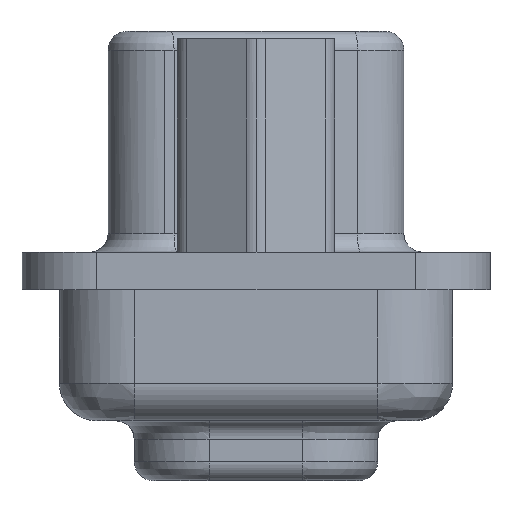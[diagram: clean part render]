
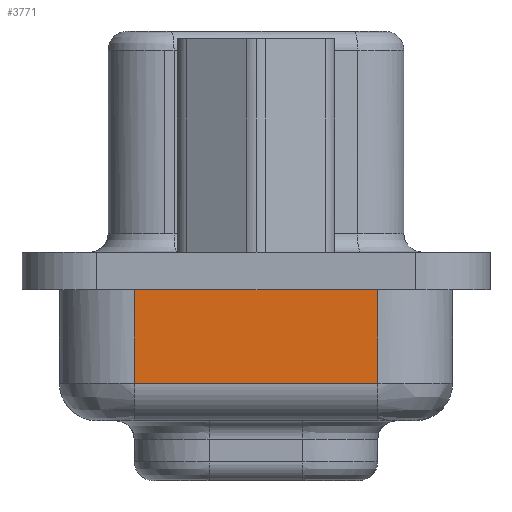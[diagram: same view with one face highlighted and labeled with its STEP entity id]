
A CAD part, left-side view. The second image highlights one B-rep face of the part: STEP entity #3771.
In plain terms, the highlighted free-form (B-spline) face has degree [1, 1] with [2, 2] control points.
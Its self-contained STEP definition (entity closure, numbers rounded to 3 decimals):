
#1187 = VERTEX_POINT('',#1188);
#1188 = CARTESIAN_POINT('',(-10.912,3.733,0.));
#1194 = EDGE_CURVE('',#1195,#1187,#1197,.T.);
#1195 = VERTEX_POINT('',#1196);
#1196 = CARTESIAN_POINT('',(-10.912,-3.733,0.));
#1197 = B_SPLINE_CURVE_WITH_KNOTS('',1,(#1198,#1199),.UNSPECIFIED.,.F.,
  .F.,(2,2),(-6.5,0.),.PIECEWISE_BEZIER_KNOTS.);
#1198 = CARTESIAN_POINT('',(-10.912,-3.733,0.));
#1199 = CARTESIAN_POINT('',(-10.912,3.733,0.));
#3750 = EDGE_CURVE('',#3751,#1195,#3753,.T.);
#3751 = VERTEX_POINT('',#3752);
#3752 = CARTESIAN_POINT('',(-10.912,-3.733,
    -2.871));
#3753 = B_SPLINE_CURVE_WITH_KNOTS('',1,(#3754,#3755),.UNSPECIFIED.,.F.,
  .F.,(2,2),(1.,3.5),.PIECEWISE_BEZIER_KNOTS.);
#3754 = CARTESIAN_POINT('',(-10.912,-3.733,
    -2.871));
#3755 = CARTESIAN_POINT('',(-10.912,-3.733,0.));
#3771 = ADVANCED_FACE('',(#3772),#3788,.F.);
#3772 = FACE_BOUND('',#3773,.T.);
#3773 = EDGE_LOOP('',(#3774,#3781,#3786,#3787));
#3774 = ORIENTED_EDGE('',*,*,#3775,.F.);
#3775 = EDGE_CURVE('',#3776,#1187,#3778,.T.);
#3776 = VERTEX_POINT('',#3777);
#3777 = CARTESIAN_POINT('',(-10.912,3.733,
    -2.871));
#3778 = B_SPLINE_CURVE_WITH_KNOTS('',1,(#3779,#3780),.UNSPECIFIED.,.F.,
  .F.,(2,2),(1.,3.5),.PIECEWISE_BEZIER_KNOTS.);
#3779 = CARTESIAN_POINT('',(-10.912,3.733,
    -2.871));
#3780 = CARTESIAN_POINT('',(-10.912,3.733,0.));
#3781 = ORIENTED_EDGE('',*,*,#3782,.T.);
#3782 = EDGE_CURVE('',#3776,#3751,#3783,.T.);
#3783 = B_SPLINE_CURVE_WITH_KNOTS('',1,(#3784,#3785),.UNSPECIFIED.,.F.,
  .F.,(2,2),(-6.5,0.),.PIECEWISE_BEZIER_KNOTS.);
#3784 = CARTESIAN_POINT('',(-10.912,3.733,
    -2.871));
#3785 = CARTESIAN_POINT('',(-10.912,-3.733,
    -2.871));
#3786 = ORIENTED_EDGE('',*,*,#3750,.T.);
#3787 = ORIENTED_EDGE('',*,*,#1194,.T.);
#3788 = B_SPLINE_SURFACE_WITH_KNOTS('',1,1,(
    (#3789,#3790)
    ,(#3791,#3792
    )),.UNSPECIFIED.,.F.,.F.,.F.,(2,2),(2,2),(-3.5,-1.),(-6.5,0.),
  .PIECEWISE_BEZIER_KNOTS.);
#3789 = CARTESIAN_POINT('',(-10.912,-3.733,0.));
#3790 = CARTESIAN_POINT('',(-10.912,3.733,0.));
#3791 = CARTESIAN_POINT('',(-10.912,-3.733,
    -2.871));
#3792 = CARTESIAN_POINT('',(-10.912,3.733,
    -2.871));
